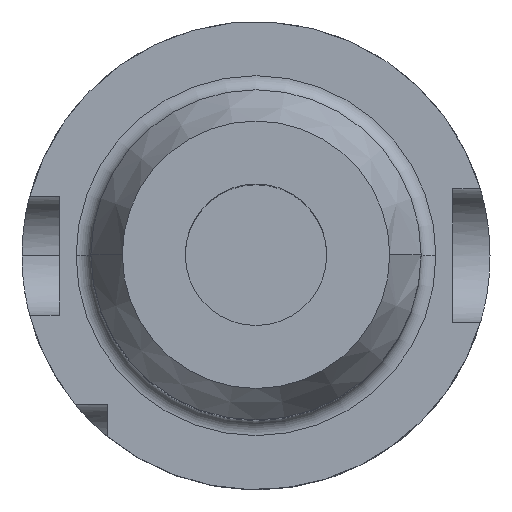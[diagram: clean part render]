
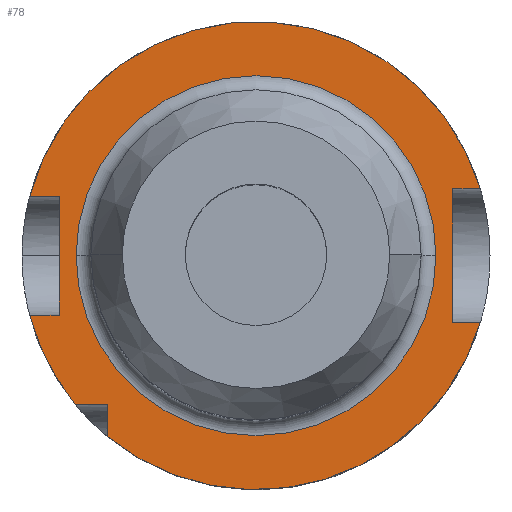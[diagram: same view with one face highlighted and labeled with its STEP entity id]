
A CAD part, top view. The second image highlights one B-rep face of the part: STEP entity #78.
In plain terms, the highlighted planar face has unit normal (0, 0, 1).
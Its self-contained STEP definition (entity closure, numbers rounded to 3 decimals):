
#58 = CIRCLE ( 'NONE', #3395, 31.5 ) ;
#78 = ADVANCED_FACE ( 'NONE', ( #3707, #2161 ), #1754, .T. ) ;
#130 = CARTESIAN_POINT ( 'NONE',  ( 26.5, -9., 26. ) ) ;
#170 = EDGE_CURVE ( 'NONE', #309, #2987, #2562, .T. ) ;
#188 = LINE ( 'NONE', #2036, #2392 ) ;
#202 = EDGE_CURVE ( 'NONE', #204, #2951, #1143, .T. ) ;
#204 = VERTEX_POINT ( 'NONE', #1151 ) ;
#211 = ORIENTED_EDGE ( 'NONE', *, *, #2280, .T. ) ;
#222 = ORIENTED_EDGE ( 'NONE', *, *, #3082, .T. ) ;
#309 = VERTEX_POINT ( 'NONE', #3047 ) ;
#355 = VECTOR ( 'NONE', #829, 1000. ) ;
#396 = ORIENTED_EDGE ( 'NONE', *, *, #1459, .F. ) ;
#404 = CARTESIAN_POINT ( 'NONE',  ( 0., 0., 26. ) ) ;
#450 = LINE ( 'NONE', #3106, #551 ) ;
#475 = DIRECTION ( 'NONE',  ( -1., 0., 0. ) ) ;
#551 = VECTOR ( 'NONE', #828, 1000. ) ;
#564 = LINE ( 'NONE', #2894, #3632 ) ;
#566 = AXIS2_PLACEMENT_3D ( 'NONE', #404, #2419, #708 ) ;
#598 = CARTESIAN_POINT ( 'NONE',  ( 26.5, 9., 26. ) ) ;
#610 = LINE ( 'NONE', #2683, #3583 ) ;
#669 = EDGE_CURVE ( 'NONE', #1731, #1935, #892, .T. ) ;
#708 = DIRECTION ( 'NONE',  ( 1., 0., 0. ) ) ;
#775 = DIRECTION ( 'NONE',  ( 0., 0., -1. ) ) ;
#828 = DIRECTION ( 'NONE',  ( 0., 1., 0. ) ) ;
#829 = DIRECTION ( 'NONE',  ( -1., 0., 0. ) ) ;
#875 = CIRCLE ( 'NONE', #1871, 24.225 ) ;
#892 = LINE ( 'NONE', #1335, #2891 ) ;
#898 = CARTESIAN_POINT ( 'NONE',  ( 0., 22.225, 26. ) ) ;
#905 = AXIS2_PLACEMENT_3D ( 'NONE', #898, #3198, #1441 ) ;
#907 = CARTESIAN_POINT ( 'NONE',  ( 0., -9., 26. ) ) ;
#918 = ORIENTED_EDGE ( 'NONE', *, *, #2263, .T. ) ;
#946 = CARTESIAN_POINT ( 'NONE',  ( -24.336, -20., 26. ) ) ;
#1035 = VERTEX_POINT ( 'NONE', #1214 ) ;
#1048 = VECTOR ( 'NONE', #2243, 1000. ) ;
#1051 = EDGE_CURVE ( 'NONE', #2987, #1526, #2847, .T. ) ;
#1115 = CIRCLE ( 'NONE', #566, 24.225 ) ;
#1143 = LINE ( 'NONE', #907, #1048 ) ;
#1151 = CARTESIAN_POINT ( 'NONE',  ( 30.187, -9., 26. ) ) ;
#1174 = AXIS2_PLACEMENT_3D ( 'NONE', #3659, #3645, #475 ) ;
#1214 = CARTESIAN_POINT ( 'NONE',  ( -30.467, -8., 26. ) ) ;
#1269 = ORIENTED_EDGE ( 'NONE', *, *, #2679, .F. ) ;
#1306 = ORIENTED_EDGE ( 'NONE', *, *, #3217, .T. ) ;
#1325 = ORIENTED_EDGE ( 'NONE', *, *, #1051, .F. ) ;
#1335 = CARTESIAN_POINT ( 'NONE',  ( -20., 22.225, 26. ) ) ;
#1373 = ORIENTED_EDGE ( 'NONE', *, *, #669, .F. ) ;
#1395 = CARTESIAN_POINT ( 'NONE',  ( 24.225, 0., 26. ) ) ;
#1441 = DIRECTION ( 'NONE',  ( 1., 0., 0. ) ) ;
#1459 = EDGE_CURVE ( 'NONE', #1035, #3376, #610, .T. ) ;
#1513 = ORIENTED_EDGE ( 'NONE', *, *, #202, .T. ) ;
#1526 = VERTEX_POINT ( 'NONE', #1759 ) ;
#1695 = ORIENTED_EDGE ( 'NONE', *, *, #2077, .F. ) ;
#1712 = EDGE_CURVE ( 'NONE', #2775, #1035, #58, .T. ) ;
#1716 = EDGE_LOOP ( 'NONE', ( #211, #1306 ) ) ;
#1725 = DIRECTION ( 'NONE',  ( 0., 0., -1. ) ) ;
#1731 = VERTEX_POINT ( 'NONE', #2033 ) ;
#1754 = PLANE ( 'NONE',  #905 ) ;
#1759 = CARTESIAN_POINT ( 'NONE',  ( 30.187, 9., 26. ) ) ;
#1768 = EDGE_LOOP ( 'NONE', ( #2227, #1373, #1695, #1513, #222, #918, #1325, #3335, #1269, #396, #2489 ) ) ;
#1772 = VERTEX_POINT ( 'NONE', #3236 ) ;
#1798 = CARTESIAN_POINT ( 'NONE',  ( -20., -20., 26. ) ) ;
#1817 = EDGE_CURVE ( 'NONE', #1935, #2775, #564, .T. ) ;
#1871 = AXIS2_PLACEMENT_3D ( 'NONE', #2496, #775, #2778 ) ;
#1935 = VERTEX_POINT ( 'NONE', #1798 ) ;
#1987 = VERTEX_POINT ( 'NONE', #1395 ) ;
#2027 = VERTEX_POINT ( 'NONE', #598 ) ;
#2033 = CARTESIAN_POINT ( 'NONE',  ( -20., -24.336, 26. ) ) ;
#2036 = CARTESIAN_POINT ( 'NONE',  ( -26.5, 22.225, 26. ) ) ;
#2057 = DIRECTION ( 'NONE',  ( -1., 0., 0. ) ) ;
#2077 = EDGE_CURVE ( 'NONE', #204, #1731, #3062, .T. ) ;
#2084 = DIRECTION ( 'NONE',  ( 1., 0., 0. ) ) ;
#2126 = CARTESIAN_POINT ( 'NONE',  ( 0., 0., 26. ) ) ;
#2161 = FACE_OUTER_BOUND ( 'NONE', #1768, .T. ) ;
#2227 = ORIENTED_EDGE ( 'NONE', *, *, #1817, .F. ) ;
#2243 = DIRECTION ( 'NONE',  ( -1., 0., 0. ) ) ;
#2263 = EDGE_CURVE ( 'NONE', #2027, #1526, #3294, .T. ) ;
#2280 = EDGE_CURVE ( 'NONE', #1987, #1772, #1115, .T. ) ;
#2303 = DIRECTION ( 'NONE',  ( 0., 1., 0. ) ) ;
#2360 = CARTESIAN_POINT ( 'NONE',  ( 0., 9., 26. ) ) ;
#2392 = VECTOR ( 'NONE', #2303, 1000. ) ;
#2419 = DIRECTION ( 'NONE',  ( 0., 0., -1. ) ) ;
#2489 = ORIENTED_EDGE ( 'NONE', *, *, #1712, .F. ) ;
#2496 = CARTESIAN_POINT ( 'NONE',  ( 0., 0., 26. ) ) ;
#2535 = VECTOR ( 'NONE', #2084, 1000. ) ;
#2562 = LINE ( 'NONE', #2901, #355 ) ;
#2615 = DIRECTION ( 'NONE',  ( 1., 0., 0. ) ) ;
#2674 = DIRECTION ( 'NONE',  ( -1., 0., 0. ) ) ;
#2679 = EDGE_CURVE ( 'NONE', #3376, #309, #188, .T. ) ;
#2683 = CARTESIAN_POINT ( 'NONE',  ( 0., -8., 26. ) ) ;
#2751 = AXIS2_PLACEMENT_3D ( 'NONE', #3433, #1725, #3745 ) ;
#2769 = CARTESIAN_POINT ( 'NONE',  ( -30.467, 8., 26. ) ) ;
#2775 = VERTEX_POINT ( 'NONE', #946 ) ;
#2778 = DIRECTION ( 'NONE',  ( 1., 0., 0. ) ) ;
#2847 = CIRCLE ( 'NONE', #1174, 31.5 ) ;
#2891 = VECTOR ( 'NONE', #3333, 1000. ) ;
#2894 = CARTESIAN_POINT ( 'NONE',  ( 0., -20., 26. ) ) ;
#2901 = CARTESIAN_POINT ( 'NONE',  ( 0., 8., 26. ) ) ;
#2951 = VERTEX_POINT ( 'NONE', #130 ) ;
#2987 = VERTEX_POINT ( 'NONE', #2769 ) ;
#3047 = CARTESIAN_POINT ( 'NONE',  ( -26.5, 8., 26. ) ) ;
#3062 = CIRCLE ( 'NONE', #2751, 31.5 ) ;
#3082 = EDGE_CURVE ( 'NONE', #2951, #2027, #450, .T. ) ;
#3106 = CARTESIAN_POINT ( 'NONE',  ( 26.5, 22.225, 26. ) ) ;
#3137 = CARTESIAN_POINT ( 'NONE',  ( -26.5, -8., 26. ) ) ;
#3198 = DIRECTION ( 'NONE',  ( 0., 0., 1. ) ) ;
#3217 = EDGE_CURVE ( 'NONE', #1772, #1987, #875, .T. ) ;
#3236 = CARTESIAN_POINT ( 'NONE',  ( -24.225, 0., 26. ) ) ;
#3294 = LINE ( 'NONE', #2360, #2535 ) ;
#3333 = DIRECTION ( 'NONE',  ( 0., 1., 0. ) ) ;
#3335 = ORIENTED_EDGE ( 'NONE', *, *, #170, .F. ) ;
#3376 = VERTEX_POINT ( 'NONE', #3137 ) ;
#3395 = AXIS2_PLACEMENT_3D ( 'NONE', #2126, #3580, #2674 ) ;
#3433 = CARTESIAN_POINT ( 'NONE',  ( 0., 0., 26. ) ) ;
#3580 = DIRECTION ( 'NONE',  ( 0., 0., -1. ) ) ;
#3583 = VECTOR ( 'NONE', #2615, 1000. ) ;
#3632 = VECTOR ( 'NONE', #2057, 1000. ) ;
#3645 = DIRECTION ( 'NONE',  ( 0., 0., -1. ) ) ;
#3659 = CARTESIAN_POINT ( 'NONE',  ( 0., 0., 26. ) ) ;
#3707 = FACE_BOUND ( 'NONE', #1716, .T. ) ;
#3745 = DIRECTION ( 'NONE',  ( -1., 0., 0. ) ) ;
